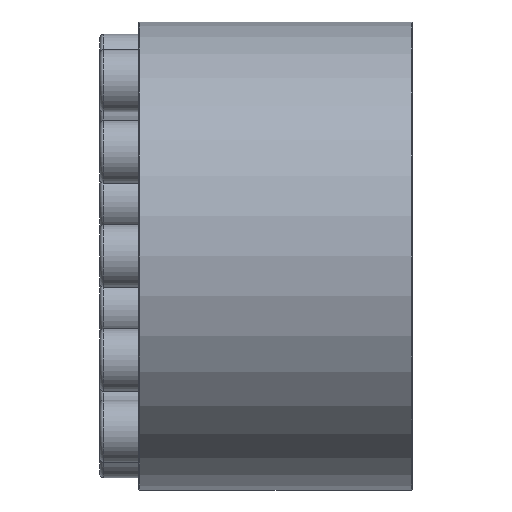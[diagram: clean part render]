
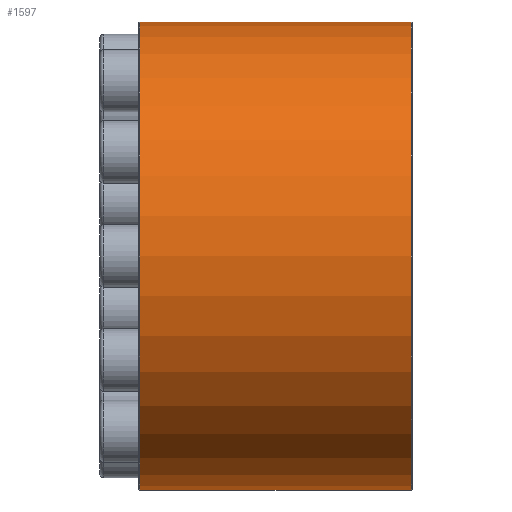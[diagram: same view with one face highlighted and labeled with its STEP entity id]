
A CAD part, front view. The second image highlights one B-rep face of the part: STEP entity #1597.
In plain terms, the highlighted cylindrical face has radius 60 mm (diameter 120 mm), a partial arc.
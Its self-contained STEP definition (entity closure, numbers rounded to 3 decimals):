
#28=CYLINDRICAL_SURFACE('',#1855,60.);
#148=CIRCLE('',#1854,60.);
#149=CIRCLE('',#1856,60.);
#303=ORIENTED_EDGE('',*,*,#666,.F.);
#304=ORIENTED_EDGE('',*,*,#667,.T.);
#305=ORIENTED_EDGE('',*,*,#668,.T.);
#306=ORIENTED_EDGE('',*,*,#664,.F.);
#664=EDGE_CURVE('',#842,#843,#148,.T.);
#666=EDGE_CURVE('',#844,#842,#975,.T.);
#667=EDGE_CURVE('',#844,#845,#149,.T.);
#668=EDGE_CURVE('',#845,#843,#976,.T.);
#842=VERTEX_POINT('',#2730);
#843=VERTEX_POINT('',#2732);
#844=VERTEX_POINT('',#2739);
#845=VERTEX_POINT('',#2741);
#975=LINE('',#2738,#1017);
#976=LINE('',#2742,#1018);
#1017=VECTOR('',#2163,1000.);
#1018=VECTOR('',#2166,1000.);
#1079=EDGE_LOOP('',(#303,#304,#305,#306));
#1337=FACE_BOUND('',#1079,.T.);
#1597=ADVANCED_FACE('',(#1337),#28,.T.);
#1854=AXIS2_PLACEMENT_3D('',#2731,#2159,#2160);
#1855=AXIS2_PLACEMENT_3D('',#2737,#2161,#2162);
#1856=AXIS2_PLACEMENT_3D('',#2740,#2164,#2165);
#2159=DIRECTION('',(1.,0.,0.));
#2160=DIRECTION('',(0.,0.,-1.));
#2161=DIRECTION('',(1.,0.,0.));
#2162=DIRECTION('',(0.,0.,-1.));
#2163=DIRECTION('',(1.,0.,0.));
#2164=DIRECTION('',(1.,0.,0.));
#2165=DIRECTION('',(0.,0.,-1.));
#2166=DIRECTION('',(1.,0.,0.));
#2730=CARTESIAN_POINT('',(34.84,59.988,1.2));
#2731=CARTESIAN_POINT('',(34.84,0.,0.));
#2732=CARTESIAN_POINT('',(34.84,59.988,-1.2));
#2737=CARTESIAN_POINT('',(7.,0.,0.));
#2738=CARTESIAN_POINT('',(7.,59.988,1.2));
#2739=CARTESIAN_POINT('',(-34.84,59.988,1.2));
#2740=CARTESIAN_POINT('',(-34.84,0.,0.));
#2741=CARTESIAN_POINT('',(-34.84,59.988,-1.2));
#2742=CARTESIAN_POINT('',(7.,59.988,-1.2));
